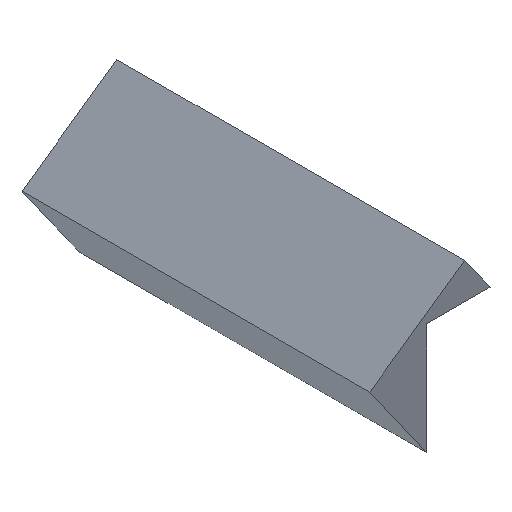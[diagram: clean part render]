
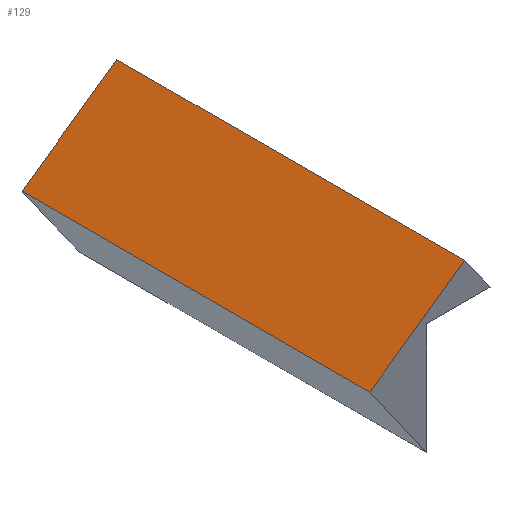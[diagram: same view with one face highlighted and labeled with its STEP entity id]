
A CAD part, isometric view. The second image highlights one B-rep face of the part: STEP entity #129.
In plain terms, the highlighted planar face has unit normal (-0.576, 0, 0.818).
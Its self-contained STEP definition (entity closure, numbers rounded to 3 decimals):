
#5 = EDGE_CURVE ( 'NONE', #6, #67, #92, .T. ) ;
#6 = VERTEX_POINT ( 'NONE', #106 ) ;
#7 = CARTESIAN_POINT ( 'NONE',  ( -52.908, 0., -27.826 ) ) ;
#18 = DIRECTION ( 'NONE',  ( 0., 1., 0. ) ) ;
#38 = EDGE_CURVE ( 'NONE', #67, #228, #68, .T. ) ;
#43 = VECTOR ( 'NONE', #222, 1000. ) ;
#53 = EDGE_LOOP ( 'NONE', ( #177, #168, #230, #142 ) ) ;
#56 = DIRECTION ( 'NONE',  ( -0.818, 0., -0.576 ) ) ;
#57 = DIRECTION ( 'NONE',  ( 0.576, 0., -0.818 ) ) ;
#58 = LINE ( 'NONE', #114, #123 ) ;
#67 = VERTEX_POINT ( 'NONE', #143 ) ;
#68 = LINE ( 'NONE', #145, #160 ) ;
#84 = VECTOR ( 'NONE', #233, 1000. ) ;
#92 = LINE ( 'NONE', #178, #84 ) ;
#97 = PLANE ( 'NONE',  #229 ) ;
#106 = CARTESIAN_POINT ( 'NONE',  ( 34.592, -321., 33.758 ) ) ;
#113 = EDGE_CURVE ( 'NONE', #6, #216, #161, .T. ) ;
#114 = CARTESIAN_POINT ( 'NONE',  ( 34.592, 0., 33.758 ) ) ;
#123 = VECTOR ( 'NONE', #137, 1000. ) ;
#129 = ADVANCED_FACE ( 'NONE', ( #223 ), #97, .F. ) ;
#137 = DIRECTION ( 'NONE',  ( -0.818, 0., -0.576 ) ) ;
#142 = ORIENTED_EDGE ( 'NONE', *, *, #113, .T. ) ;
#143 = CARTESIAN_POINT ( 'NONE',  ( -52.908, -321., -27.826 ) ) ;
#144 = CARTESIAN_POINT ( 'NONE',  ( 34.592, -321., 33.758 ) ) ;
#145 = CARTESIAN_POINT ( 'NONE',  ( -52.908, -321., -27.826 ) ) ;
#153 = EDGE_CURVE ( 'NONE', #216, #228, #58, .T. ) ;
#160 = VECTOR ( 'NONE', #18, 1000. ) ;
#161 = LINE ( 'NONE', #144, #43 ) ;
#168 = ORIENTED_EDGE ( 'NONE', *, *, #38, .F. ) ;
#171 = CARTESIAN_POINT ( 'NONE',  ( 34.592, 0., 33.758 ) ) ;
#177 = ORIENTED_EDGE ( 'NONE', *, *, #153, .T. ) ;
#178 = CARTESIAN_POINT ( 'NONE',  ( 34.592, -321., 33.758 ) ) ;
#216 = VERTEX_POINT ( 'NONE', #171 ) ;
#217 = CARTESIAN_POINT ( 'NONE',  ( 34.592, -321., 33.758 ) ) ;
#222 = DIRECTION ( 'NONE',  ( 0., 1., 0. ) ) ;
#223 = FACE_OUTER_BOUND ( 'NONE', #53, .T. ) ;
#228 = VERTEX_POINT ( 'NONE', #7 ) ;
#229 = AXIS2_PLACEMENT_3D ( 'NONE', #217, #57, #56 ) ;
#230 = ORIENTED_EDGE ( 'NONE', *, *, #5, .F. ) ;
#233 = DIRECTION ( 'NONE',  ( -0.818, 0., -0.576 ) ) ;
